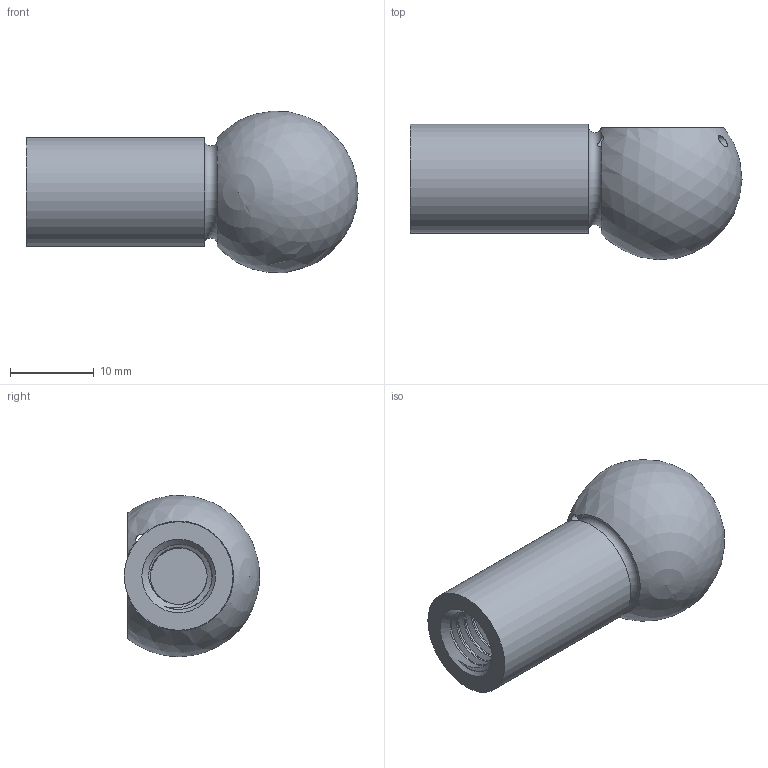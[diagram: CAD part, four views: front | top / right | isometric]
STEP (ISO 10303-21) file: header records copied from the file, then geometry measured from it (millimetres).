
FILE_DESCRIPTION(/* description */ (''),/* implementation_level */ '2;1');
FILE_NAME(/* name */ 'PF30RVS.step',/* time_stamp */ '2024-07-01T13:35:25+02:00',/* author */ (''),/* organization */ (''),/* preprocessor_version */ 'ST-DEVELOPER v20',/* originating_system */ 'Autodesk Translation Framework v13.14.0.145',/* authorisation */ '');
FILE_SCHEMA (('AUTOMOTIVE_DESIGN { 1 0 10303 214 3 1 1 }'));
Length unit declared in the file: millimetre
Products named in the file (1): (Unsaved)
Bounding box: 39.7 x 16.18 x 19.3 mm (x, y, z)
Volume: 4008.2 mm3; surface area: 3175.4 mm2
Topology: 1 solids, 1 shells, 43 faces, 118 edges, 79 vertices
Faces by surface type: cylinder 29, plane 7, bspline 3, sphere 2, torus 1, cone 1
Full cylindrical faces by diameter (mm): 1.3 x2, 6.8 x10, 8 x9, 13 x3, 16.1 x1
Entity records: 13845 total; most frequent: CARTESIAN_POINT 12810, ORIENTED_EDGE 232, DIRECTION 162, EDGE_CURVE 116, VERTEX_POINT 79, AXIS2_PLACEMENT_3D 64, B_SPLINE_CURVE_WITH_KNOTS 59, EDGE_LOOP 51
